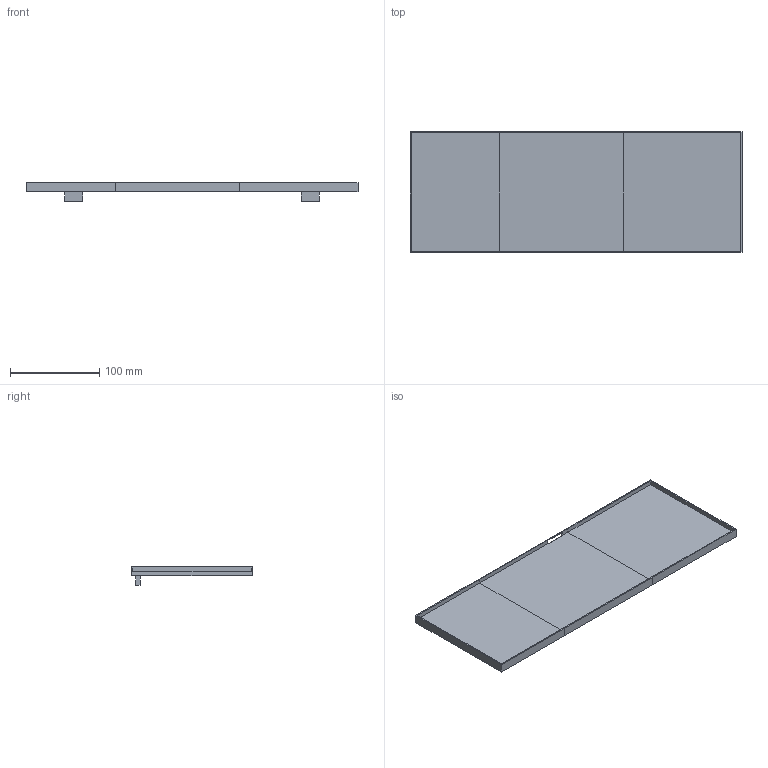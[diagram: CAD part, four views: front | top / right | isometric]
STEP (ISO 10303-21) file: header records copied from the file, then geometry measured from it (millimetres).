
FILE_DESCRIPTION(/* description */ ('KiCad electronic assembly'),/* implementation_level */ '2;1');
FILE_NAME(/* name */ 'keyboard meow v2.step',/* time_stamp */ '2025-06-15T20:34:00-04:00',/* author */ (''),/* organization */ (''),/* preprocessor_version */ 'ST-DEVELOPER v20.1',/* originating_system */ 'Autodesk Translation Framework v14.4.0.0',/* authorisation */ '');
FILE_SCHEMA (('AUTOMOTIVE_DESIGN { 1 0 10303 214 3 1 1 }'));
Length unit declared in the file: inch
Products named in the file (4): keyboard meow 1; Component2; Component3; Component4
Assembly tree (3 placements, depth 2):
  keyboard meow 1
    Component2
    Component3
    Component4
Bounding box: 371.42 x 135.1 x 20.24 mm (x, y, z)
Volume: 263411.2 mm3; surface area: 121830.1 mm2
Topology: 3 solids, 3 shells, 67 faces, 168 edges, 112 vertices
Faces by surface type: plane 67
Entity records: 2085 total; most frequent: CARTESIAN_POINT 354, ORIENTED_EDGE 336, DIRECTION 316, LINE 168, VECTOR 168, EDGE_CURVE 168, VERTEX_POINT 112, EDGE_LOOP 74
